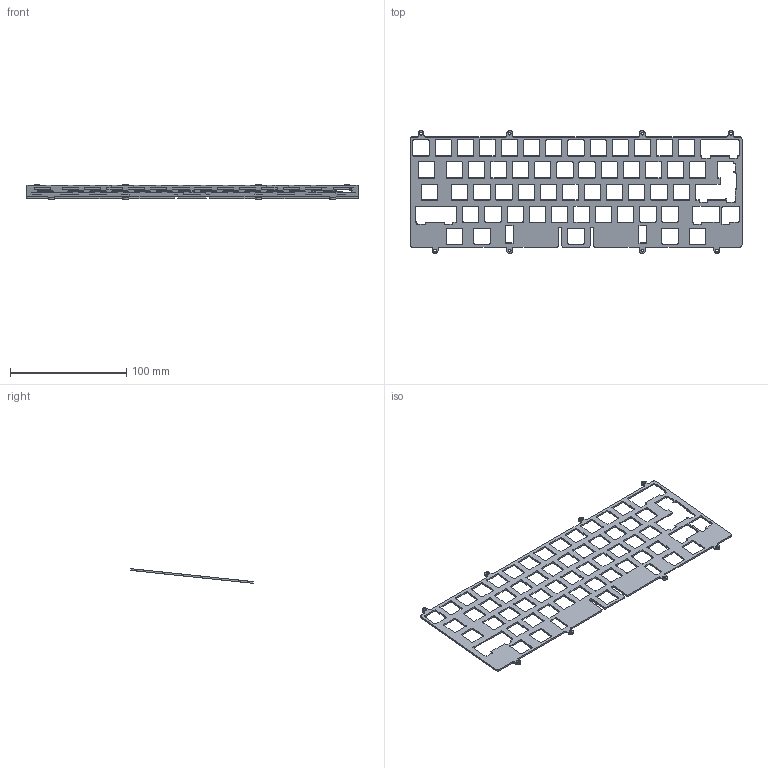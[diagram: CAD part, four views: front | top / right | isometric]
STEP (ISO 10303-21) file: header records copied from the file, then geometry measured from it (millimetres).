
FILE_DESCRIPTION(/* description */ (''),/* implementation_level */ '2;1');
FILE_NAME(/* name */ 'sammy60_v5_HHKB_Plate.step',/* time_stamp */ '2023-07-10T19:34:05-06:00',/* author */ (''),/* organization */ (''),/* preprocessor_version */ 'ST-DEVELOPER v19.2',/* originating_system */ 'Autodesk Translation Framework v12.6.0.85',/* authorisation */ '');
FILE_SCHEMA (('AUTOMOTIVE_DESIGN { 1 0 10303 214 3 1 1 }'));
Length unit declared in the file: millimetre
Products named in the file (1): HHKB Plate
Bounding box: 285.75 x 105.82 x 12.64 mm (x, y, z)
Volume: 21462.9 mm3; surface area: 35297.6 mm2
Topology: 1 solids, 1 shells, 632 faces, 1890 edges, 1260 vertices
Faces by surface type: plane 324, cylinder 308
Full cylindrical faces by diameter (mm): 2.5 x8
Entity records: 21742 total; most frequent: CARTESIAN_POINT 3783, ORIENTED_EDGE 3780, DIRECTION 3772, EDGE_CURVE 1890, LINE 1274, VECTOR 1274, VERTEX_POINT 1260, AXIS2_PLACEMENT_3D 1249
